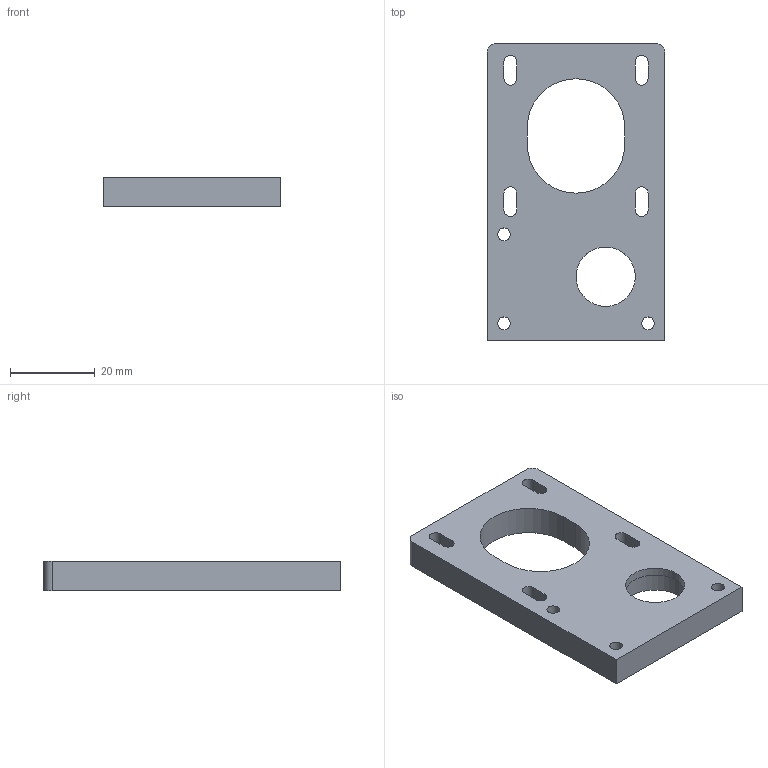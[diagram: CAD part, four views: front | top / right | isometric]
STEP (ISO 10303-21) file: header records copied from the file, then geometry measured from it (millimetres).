
FILE_DESCRIPTION(('FreeCAD Model'),'2;1');
FILE_NAME('Open CASCADE Shape Model','2024-02-06T20:42:38',('Author'),( ''),'Open CASCADE STEP processor 7.6','FreeCAD','Unknown');
FILE_SCHEMA(('AUTOMOTIVE_DESIGN { 1 0 10303 214 1 1 1 1 }'));
Length unit declared in the file: millimetre
Products named in the file (1): Fillet (Mirror #1)
Bounding box: 42 x 70 x 7 mm (x, y, z)
Volume: 14488.8 mm3; surface area: 7652.5 mm2
Topology: 1 solids, 1 shells, 54 faces, 141 edges, 94 vertices
Faces by surface type: plane 29, cylinder 25
Full cylindrical faces by diameter (mm): 3 x3, 14 x1, 16 x1
Entity records: 1733 total; most frequent: DIRECTION 301, CARTESIAN_POINT 290, ORIENTED_EDGE 282, EDGE_CURVE 141, AXIS2_PLACEMENT_3D 105, VERTEX_POINT 94, LINE 91, VECTOR 91
